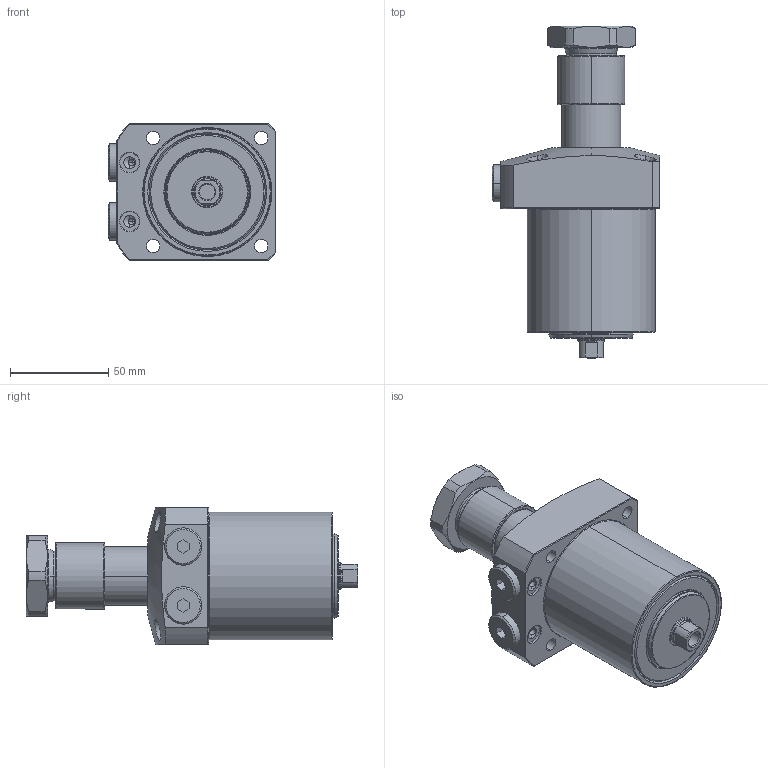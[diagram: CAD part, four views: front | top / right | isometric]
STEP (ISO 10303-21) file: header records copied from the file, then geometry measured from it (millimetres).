
FILE_DESCRIPTION (( 'STEP AP203' ), '1' );
FILE_NAME ('LHA0650-CLD.STEP', '2018-12-15T05:44:33', ( '微软用户' ), ( '微软中国' ), 'SwSTEP 2.0', 'SolidWorks 2012', '' );
FILE_SCHEMA (( 'CONFIG_CONTROL_DESIGN' ));
Length unit declared in the file: millimetre
Products named in the file (8): LHA0650-槭暌溛(蹬怮椔); LHA0650-咂衝椳紕_蹬怮椔); LHA0650-D菛巍; LHA0650-楓羔_D); LHA0650-ů_; LHA0650-簸忣諍匏_; Gȼ__4; LHA0650-CLD
Assembly tree (8 placements, depth 2):
  LHA0650-CLD
    LHA0650-槭暌溛(蹬怮椔)
    LHA0650-咂衝椳紕_蹬怮椔)
    LHA0650-D菛巍
    LHA0650-楓羔_D)
    LHA0650-ů_
    LHA0650-簸忣諍匏_
    Gȼ__4  x2
Bounding box: 85.5 x 169 x 70 mm (x, y, z)
Volume: 423883.8 mm3; surface area: 61724.7 mm2
Topology: 8 solids, 8 shells, 271 faces, 633 edges, 394 vertices
Faces by surface type: cylinder 91, plane 91, cone 59, torus 28, sphere 2
Entity records: 9186 total; most frequent: CARTESIAN_POINT 2393, DIRECTION 1291, ORIENTED_EDGE 1202, EDGE_CURVE 601, AXIS2_PLACEMENT_3D 527, VERTEX_POINT 376, EDGE_LOOP 291, FACE_OUTER_BOUND 258
